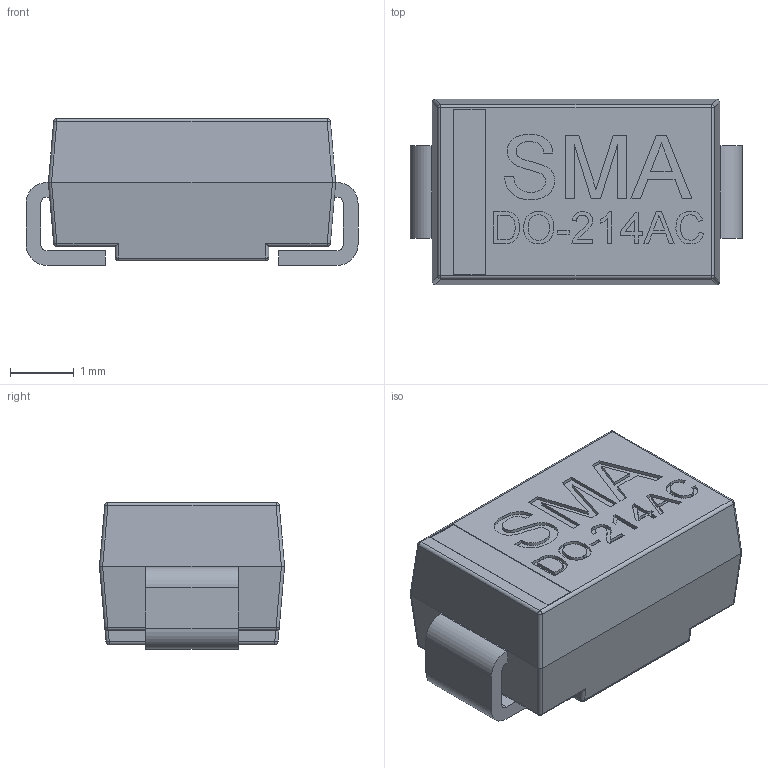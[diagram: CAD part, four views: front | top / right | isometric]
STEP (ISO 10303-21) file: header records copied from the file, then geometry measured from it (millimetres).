
FILE_DESCRIPTION(/* description */ (''),/* implementation_level */ '2;1');
FILE_NAME(/* name */ 'SMA (DO-214AC).step',/* time_stamp */ '2023-11-05T20:38:45-08:00',/* author */ (''),/* organization */ (''),/* preprocessor_version */ 'ST-DEVELOPER v20',/* originating_system */ 'Autodesk Translation Framework v12.14.0.127',/* authorisation */ '');
FILE_SCHEMA (('AUTOMOTIVE_DESIGN { 1 0 10303 214 3 1 1 }'));
Length unit declared in the file: millimetre
Products named in the file (1): (Unsaved)
Bounding box: 5.2 x 2.9 x 2.3 mm (x, y, z)
Volume: 27.7 mm3; surface area: 71 mm2
Topology: 1 solids, 1 shells, 226 faces, 585 edges, 366 vertices
Faces by surface type: plane 125, bspline 55, cylinder 34, sphere 12
Entity records: 10105 total; most frequent: CARTESIAN_POINT 4757, ORIENTED_EDGE 1146, DIRECTION 871, EDGE_CURVE 573, LINE 399, VECTOR 399, VERTEX_POINT 366, EDGE_LOOP 243
